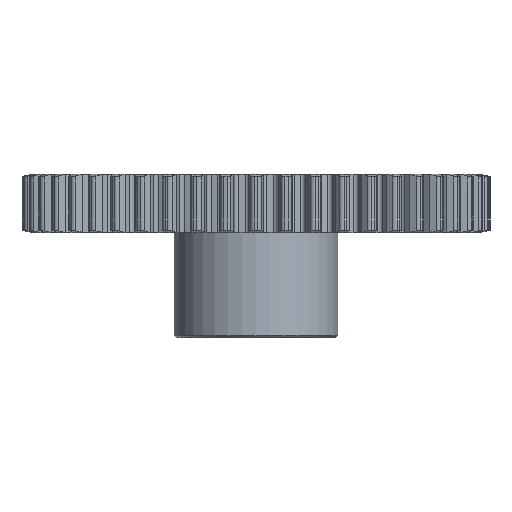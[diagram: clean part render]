
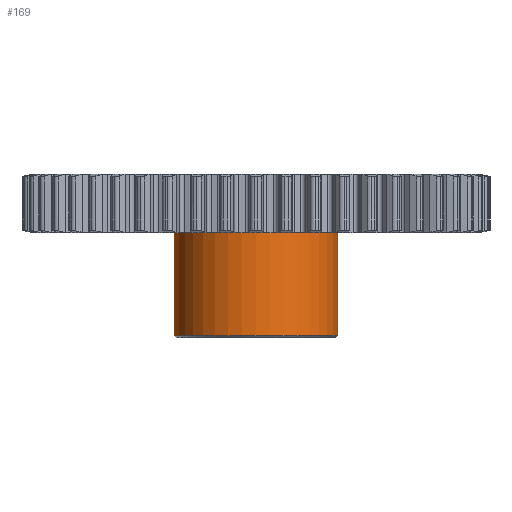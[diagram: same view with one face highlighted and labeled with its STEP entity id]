
A CAD part, front view. The second image highlights one B-rep face of the part: STEP entity #169.
In plain terms, the highlighted cylindrical face has radius 7 mm (diameter 14 mm), a full revolution.
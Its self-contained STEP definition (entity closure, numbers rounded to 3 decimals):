
#169 = ADVANCED_FACE( '', ( #775, #776, #777 ), #778, .T. );
#775 = FACE_OUTER_BOUND( '', #2001, .T. );
#776 = FACE_BOUND( '', #2002, .T. );
#777 = FACE_OUTER_BOUND( '', #2003, .T. );
#778 = CYLINDRICAL_SURFACE( '', #2004, 7. );
#2001 = EDGE_LOOP( '', ( #3226 ) );
#2002 = EDGE_LOOP( '', ( #3227 ) );
#2003 = EDGE_LOOP( '', ( #3228 ) );
#2004 = AXIS2_PLACEMENT_3D( '', #3229, #3230, #3231 );
#3226 = ORIENTED_EDGE( '', *, *, #8199, .F. );
#3227 = ORIENTED_EDGE( '', *, *, #8200, .F. );
#3228 = ORIENTED_EDGE( '', *, *, #8201, .T. );
#3229 = CARTESIAN_POINT( '', ( 0., 0., -14. ) );
#3230 = DIRECTION( '', ( 0., 0., 1. ) );
#3231 = DIRECTION( '', ( -1., 0., 0. ) );
#8199 = EDGE_CURVE( '', #9780, #9780, #9781, .T. );
#8200 = EDGE_CURVE( '', #9782, #9782, #9783, .T. );
#8201 = EDGE_CURVE( '', #9784, #9784, #9785, .F. );
#9780 = VERTEX_POINT( '', #12352 );
#9781 = CIRCLE( '', #12353, 7. );
#9782 = VERTEX_POINT( '', #12354 );
#9783 = B_SPLINE_CURVE_WITH_KNOTS( '', 3, ( #12355, #12356, #12357, #12358, #12359, #12360, #12361, #12362, #12363, #12364, #12365, #12366, #12367, #12368, #12369, #12370, #12371, #12372, #12373, #12374, #12375, #12376, #12377, #12378, #12379, #12380, #12381, #12382, #12383, #12384, #12385, #12386, #12387, #12388, #12389, #12390, #12391, #12392, #12393, #12394, #12395, #12396, #12397, #12398, #12399, #12400, #12401, #12402 ), .UNSPECIFIED., .T., .F., ( 2, 2, 2, 2, 2, 2, 2, 2, 2, 2, 2, 2, 2, 2, 2, 2, 2, 2, 2, 2, 2, 2, 2, 2, 2, 2 ), ( -0.001, 0., 0.001, 0.001, 0.001, 0.002, 0.002, 0.003, 0.003, 0.003, 0.004, 0.004, 0.004, 0.005, 0.005, 0.006, 0.007, 0.007, 0.008, 0.009, 0.01, 0.01, 0.01, 0.011, 0.012, 0.013 ), .UNSPECIFIED. );
#9784 = VERTEX_POINT( '', #12403 );
#9785 = CIRCLE( '', #12404, 7. );
#12352 = CARTESIAN_POINT( '', ( -7., 0., -13.8 ) );
#12353 = AXIS2_PLACEMENT_3D( '', #17256, #17257, #17258 );
#12354 = CARTESIAN_POINT( '', ( -1.31, 6.876, -11.344 ) );
#12355 = CARTESIAN_POINT( '', ( -1.154, 6.906, -11.537 ) );
#12356 = CARTESIAN_POINT( '', ( -1.465, 6.847, -11.151 ) );
#12357 = CARTESIAN_POINT( '', ( -1.581, 6.819, -10.933 ) );
#12358 = CARTESIAN_POINT( '', ( -1.699, 6.791, -10.58 ) );
#12359 = CARTESIAN_POINT( '', ( -1.728, 6.784, -10.46 ) );
#12360 = CARTESIAN_POINT( '', ( -1.765, 6.774, -10.217 ) );
#12361 = CARTESIAN_POINT( '', ( -1.774, 6.772, -10.092 ) );
#12362 = CARTESIAN_POINT( '', ( -1.77, 6.773, -9.844 ) );
#12363 = CARTESIAN_POINT( '', ( -1.758, 6.776, -9.721 ) );
#12364 = CARTESIAN_POINT( '', ( -1.714, 6.787, -9.479 ) );
#12365 = CARTESIAN_POINT( '', ( -1.681, 6.795, -9.358 ) );
#12366 = CARTESIAN_POINT( '', ( -1.596, 6.816, -9.126 ) );
#12367 = CARTESIAN_POINT( '', ( -1.545, 6.828, -9.015 ) );
#12368 = CARTESIAN_POINT( '', ( -1.422, 6.854, -8.803 ) );
#12369 = CARTESIAN_POINT( '', ( -1.35, 6.869, -8.701 ) );
#12370 = CARTESIAN_POINT( '', ( -1.189, 6.899, -8.515 ) );
#12371 = CARTESIAN_POINT( '', ( -1.101, 6.913, -8.431 ) );
#12372 = CARTESIAN_POINT( '', ( -0.909, 6.941, -8.28 ) );
#12373 = CARTESIAN_POINT( '', ( -0.802, 6.955, -8.213 ) );
#12374 = CARTESIAN_POINT( '', ( -0.581, 6.977, -8.106 ) );
#12375 = CARTESIAN_POINT( '', ( -0.465, 6.986, -8.066 ) );
#12376 = CARTESIAN_POINT( '', ( -0.223, 6.997, -8.011 ) );
#12377 = CARTESIAN_POINT( '', ( -0.098, 7., -7.998 ) );
#12378 = CARTESIAN_POINT( '', ( 0.149, 7., -8.002 ) );
#12379 = CARTESIAN_POINT( '', ( 0.273, 6.996, -8.019 ) );
#12380 = CARTESIAN_POINT( '', ( 0.514, 6.982, -8.082 ) );
#12381 = CARTESIAN_POINT( '', ( 0.629, 6.973, -8.126 ) );
#12382 = CARTESIAN_POINT( '', ( 0.959, 6.938, -8.298 ) );
#12383 = CARTESIAN_POINT( '', ( 1.151, 6.906, -8.461 ) );
#12384 = CARTESIAN_POINT( '', ( 1.462, 6.848, -8.844 ) );
#12385 = CARTESIAN_POINT( '', ( 1.581, 6.82, -9.065 ) );
#12386 = CARTESIAN_POINT( '', ( 1.737, 6.782, -9.532 ) );
#12387 = CARTESIAN_POINT( '', ( 1.775, 6.771, -9.783 ) );
#12388 = CARTESIAN_POINT( '', ( 1.769, 6.773, -10.276 ) );
#12389 = CARTESIAN_POINT( '', ( 1.724, 6.785, -10.525 ) );
#12390 = CARTESIAN_POINT( '', ( 1.555, 6.826, -10.987 ) );
#12391 = CARTESIAN_POINT( '', ( 1.43, 6.854, -11.205 ) );
#12392 = CARTESIAN_POINT( '', ( 1.111, 6.913, -11.576 ) );
#12393 = CARTESIAN_POINT( '', ( 0.913, 6.944, -11.733 ) );
#12394 = CARTESIAN_POINT( '', ( 0.581, 6.977, -11.893 ) );
#12395 = CARTESIAN_POINT( '', ( 0.463, 6.986, -11.935 ) );
#12396 = CARTESIAN_POINT( '', ( 0.221, 6.998, -11.989 ) );
#12397 = CARTESIAN_POINT( '', ( 0.098, 7., -12.002 ) );
#12398 = CARTESIAN_POINT( '', ( -0.275, 6.999, -11.996 ) );
#12399 = CARTESIAN_POINT( '', ( -0.523, 6.984, -11.93 ) );
#12400 = CARTESIAN_POINT( '', ( -0.961, 6.937, -11.7 ) );
#12401 = CARTESIAN_POINT( '', ( -1.154, 6.906, -11.537 ) );
#12402 = CARTESIAN_POINT( '', ( -1.465, 6.847, -11.151 ) );
#12403 = CARTESIAN_POINT( '', ( 7., 0., -5. ) );
#12404 = AXIS2_PLACEMENT_3D( '', #17259, #17260, #17261 );
#17256 = CARTESIAN_POINT( '', ( 0., 0., -13.8 ) );
#17257 = DIRECTION( '', ( 0., 0., -1. ) );
#17258 = DIRECTION( '', ( -1., 0., 0. ) );
#17259 = CARTESIAN_POINT( '', ( 0., 0., -5. ) );
#17260 = DIRECTION( '', ( 0., 0., 1. ) );
#17261 = DIRECTION( '', ( 1., 0., 0. ) );
